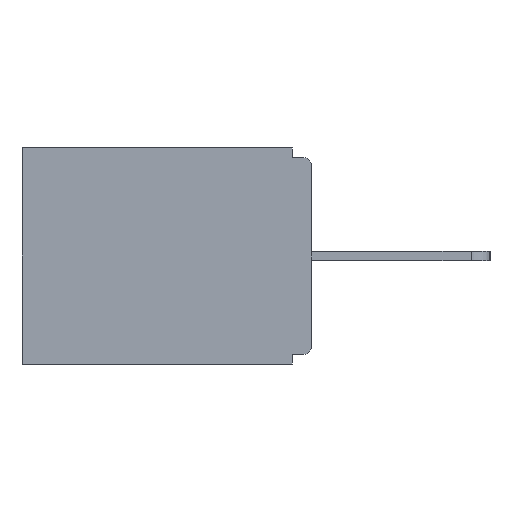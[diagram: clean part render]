
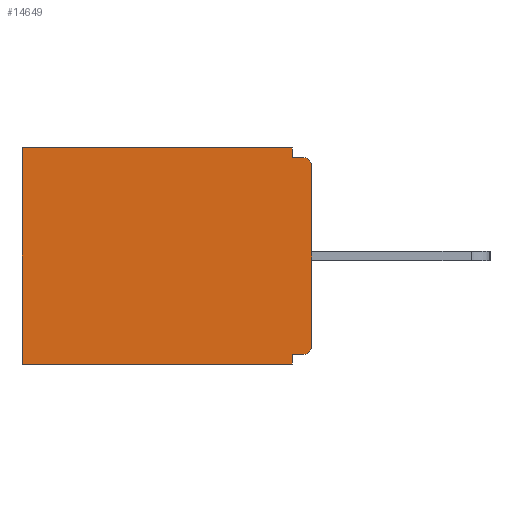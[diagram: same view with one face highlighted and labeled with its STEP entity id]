
A CAD part, left-side view. The second image highlights one B-rep face of the part: STEP entity #14649.
In plain terms, the highlighted planar face has unit normal (-1, 0, 0).
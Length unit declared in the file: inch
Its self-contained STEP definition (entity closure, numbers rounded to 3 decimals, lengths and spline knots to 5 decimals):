
#56 = LINE ( 'NONE', #12150, #3744 ) ;
#99 = CIRCLE ( 'NONE', #14141, 0.015 ) ;
#265 = AXIS2_PLACEMENT_3D ( 'NONE', #8792, #13102, #1659 ) ;
#337 = VECTOR ( 'NONE', #4002, 39.37008 ) ;
#392 = CARTESIAN_POINT ( 'NONE',  ( 0.298, 0.015, -0.313 ) ) ;
#585 = CARTESIAN_POINT ( 'NONE',  ( 0.298, 0.031, -0.343 ) ) ;
#789 = CARTESIAN_POINT ( 'NONE',  ( 0.298, 0.015, -0.328 ) ) ;
#986 = LINE ( 'NONE', #9466, #8691 ) ;
#1016 = CARTESIAN_POINT ( 'NONE',  ( 0.298, 0., 0. ) ) ;
#1105 = CARTESIAN_POINT ( 'NONE',  ( 0.298, 0.015, -0.015 ) ) ;
#1139 = CARTESIAN_POINT ( 'NONE',  ( 0.298, 0.46, 0. ) ) ;
#1421 = VECTOR ( 'NONE', #7322, 39.37008 ) ;
#1659 = DIRECTION ( 'NONE',  ( 0., 0., -1. ) ) ;
#2397 = ORIENTED_EDGE ( 'NONE', *, *, #2866, .T. ) ;
#2515 = CARTESIAN_POINT ( 'NONE',  ( 0.298, 0.031, -0.343 ) ) ;
#2866 = EDGE_CURVE ( 'NONE', #14515, #5354, #7310, .T. ) ;
#2936 = LINE ( 'NONE', #1016, #8449 ) ;
#2974 = VERTEX_POINT ( 'NONE', #5718 ) ;
#3410 = VERTEX_POINT ( 'NONE', #7610 ) ;
#3545 = DIRECTION ( 'NONE',  ( 0., 0., -1. ) ) ;
#3744 = VECTOR ( 'NONE', #17961, 39.37008 ) ;
#3776 = CARTESIAN_POINT ( 'NONE',  ( 0.298, 0.46, -0.343 ) ) ;
#3804 = ORIENTED_EDGE ( 'NONE', *, *, #9419, .F. ) ;
#4002 = DIRECTION ( 'NONE',  ( 0., 1., 0. ) ) ;
#4613 = CARTESIAN_POINT ( 'NONE',  ( 0.298, 0., -0.328 ) ) ;
#5144 = CARTESIAN_POINT ( 'NONE',  ( 0.298, 0.031, 0. ) ) ;
#5354 = VERTEX_POINT ( 'NONE', #1139 ) ;
#5695 = DIRECTION ( 'NONE',  ( 1., 0., 0. ) ) ;
#5718 = CARTESIAN_POINT ( 'NONE',  ( 0.298, 0.031, -0.015 ) ) ;
#6449 = EDGE_CURVE ( 'NONE', #5354, #16185, #17068, .T. ) ;
#6622 = ORIENTED_EDGE ( 'NONE', *, *, #16795, .F. ) ;
#6640 = DIRECTION ( 'NONE',  ( 0., 0., -1. ) ) ;
#6687 = CARTESIAN_POINT ( 'NONE',  ( 0.298, 0.031, -0.328 ) ) ;
#6858 = VECTOR ( 'NONE', #10764, 39.37008 ) ;
#7229 = ORIENTED_EDGE ( 'NONE', *, *, #8106, .F. ) ;
#7310 = LINE ( 'NONE', #13514, #6858 ) ;
#7322 = DIRECTION ( 'NONE',  ( 0., 1., 0. ) ) ;
#7446 = EDGE_CURVE ( 'NONE', #9878, #8859, #11252, .T. ) ;
#7610 = CARTESIAN_POINT ( 'NONE',  ( 0.298, 0., -0.03 ) ) ;
#7935 = VECTOR ( 'NONE', #10431, 39.37008 ) ;
#7996 = ORIENTED_EDGE ( 'NONE', *, *, #17474, .T. ) ;
#8092 = DIRECTION ( 'NONE',  ( 0., -1., 0. ) ) ;
#8106 = EDGE_CURVE ( 'NONE', #3410, #12537, #2936, .T. ) ;
#8449 = VECTOR ( 'NONE', #6640, 39.37008 ) ;
#8691 = VECTOR ( 'NONE', #8092, 39.37008 ) ;
#8792 = CARTESIAN_POINT ( 'NONE',  ( 0.298, 0.015, -0.03 ) ) ;
#8859 = VERTEX_POINT ( 'NONE', #2515 ) ;
#8887 = VERTEX_POINT ( 'NONE', #1105 ) ;
#9187 = CARTESIAN_POINT ( 'NONE',  ( 0.298, 0.46, 0. ) ) ;
#9419 = EDGE_CURVE ( 'NONE', #14515, #2974, #56, .T. ) ;
#9466 = CARTESIAN_POINT ( 'NONE',  ( 0.298, 0., -0.015 ) ) ;
#9590 = CARTESIAN_POINT ( 'NONE',  ( 0.298, 0., -0.343 ) ) ;
#9600 = LINE ( 'NONE', #4613, #1421 ) ;
#9878 = VERTEX_POINT ( 'NONE', #6687 ) ;
#9895 = AXIS2_PLACEMENT_3D ( 'NONE', #13781, #5695, #13849 ) ;
#10431 = DIRECTION ( 'NONE',  ( 0., 0., -1. ) ) ;
#10562 = EDGE_CURVE ( 'NONE', #2974, #8887, #986, .T. ) ;
#10764 = DIRECTION ( 'NONE',  ( 0., 1., 0. ) ) ;
#11100 = ORIENTED_EDGE ( 'NONE', *, *, #7446, .F. ) ;
#11252 = LINE ( 'NONE', #585, #7935 ) ;
#12150 = CARTESIAN_POINT ( 'NONE',  ( 0.298, 0.031, -0.343 ) ) ;
#12503 = VERTEX_POINT ( 'NONE', #789 ) ;
#12537 = VERTEX_POINT ( 'NONE', #13221 ) ;
#13029 = EDGE_CURVE ( 'NONE', #12503, #9878, #9600, .T. ) ;
#13102 = DIRECTION ( 'NONE',  ( -1., 0., 0. ) ) ;
#13173 = ORIENTED_EDGE ( 'NONE', *, *, #17797, .T. ) ;
#13221 = CARTESIAN_POINT ( 'NONE',  ( 0.298, 0., -0.313 ) ) ;
#13514 = CARTESIAN_POINT ( 'NONE',  ( 0.298, 0., 0. ) ) ;
#13677 = ORIENTED_EDGE ( 'NONE', *, *, #13029, .F. ) ;
#13781 = CARTESIAN_POINT ( 'NONE',  ( 0.298, 0., 0. ) ) ;
#13849 = DIRECTION ( 'NONE',  ( 0., 0., -1. ) ) ;
#14019 = VECTOR ( 'NONE', #3545, 39.37008 ) ;
#14141 = AXIS2_PLACEMENT_3D ( 'NONE', #392, #16042, #17331 ) ;
#14147 = PLANE ( 'NONE',  #9895 ) ;
#14515 = VERTEX_POINT ( 'NONE', #5144 ) ;
#14649 = ADVANCED_FACE ( 'NONE', ( #16438 ), #14147, .F. ) ;
#14681 = ORIENTED_EDGE ( 'NONE', *, *, #6449, .T. ) ;
#15898 = CIRCLE ( 'NONE', #265, 0.015 ) ;
#15977 = ORIENTED_EDGE ( 'NONE', *, *, #10562, .F. ) ;
#16042 = DIRECTION ( 'NONE',  ( -1., 0., 0. ) ) ;
#16185 = VERTEX_POINT ( 'NONE', #3776 ) ;
#16438 = FACE_OUTER_BOUND ( 'NONE', #16462, .T. ) ;
#16462 = EDGE_LOOP ( 'NONE', ( #13173, #15977, #3804, #2397, #14681, #6622, #11100, #13677, #7996, #7229 ) ) ;
#16795 = EDGE_CURVE ( 'NONE', #8859, #16185, #17459, .T. ) ;
#17068 = LINE ( 'NONE', #9187, #14019 ) ;
#17331 = DIRECTION ( 'NONE',  ( 0., 0., -1. ) ) ;
#17459 = LINE ( 'NONE', #9590, #337 ) ;
#17474 = EDGE_CURVE ( 'NONE', #12503, #12537, #99, .T. ) ;
#17797 = EDGE_CURVE ( 'NONE', #3410, #8887, #15898, .T. ) ;
#17961 = DIRECTION ( 'NONE',  ( 0., 0., -1. ) ) ;
